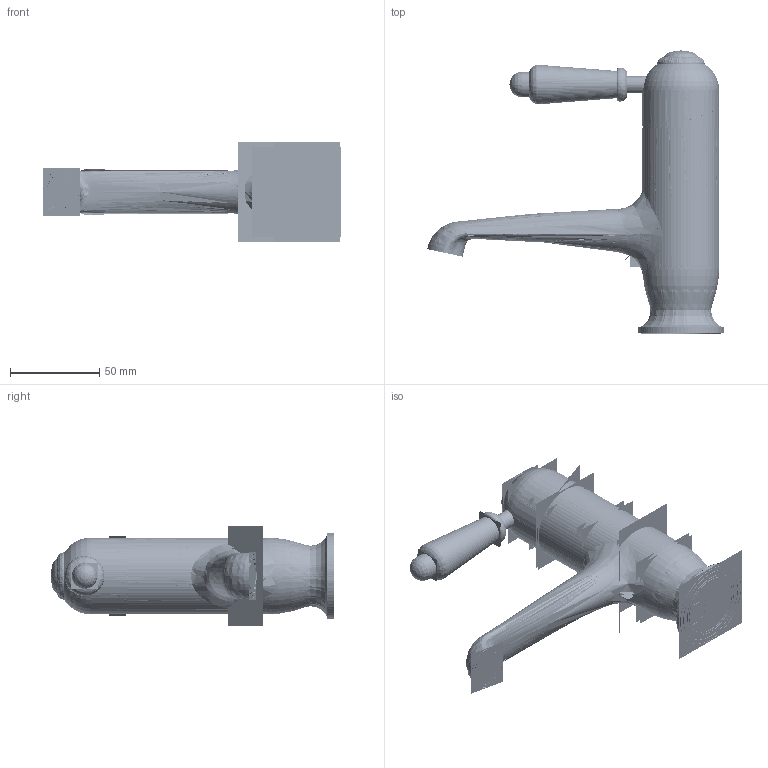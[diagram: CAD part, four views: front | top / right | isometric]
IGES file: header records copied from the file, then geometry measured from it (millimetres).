
Start section:  PTC IGES file: T19.igs
Global section: file name: T19.igs; native system: Pro/ENGINEER by Parametric Technology Corporation; preprocessor: 2010280; author: Administrator; organization: Unknown; date: 20141118.122725; units: millimetre
Bounding box: 167.34 x 158.41 x 56.37 mm (x, y, z)
Volume: 139838.7 mm3; surface area: 626854 mm2
Topology: 13 solids, 15 shells, 2004 faces, 10187 edges, 12850 vertices
Faces by surface type: revolution 1050, bspline 954
